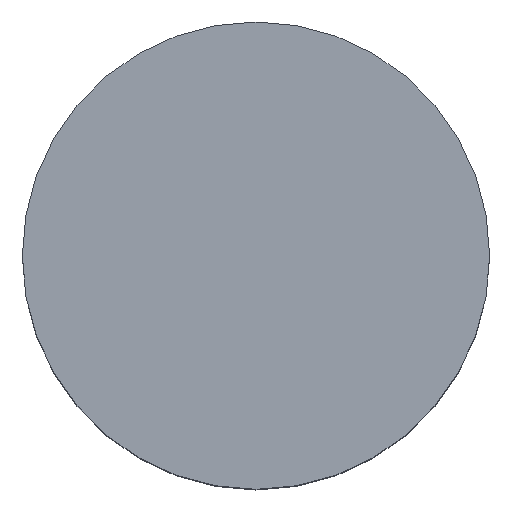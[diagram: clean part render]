
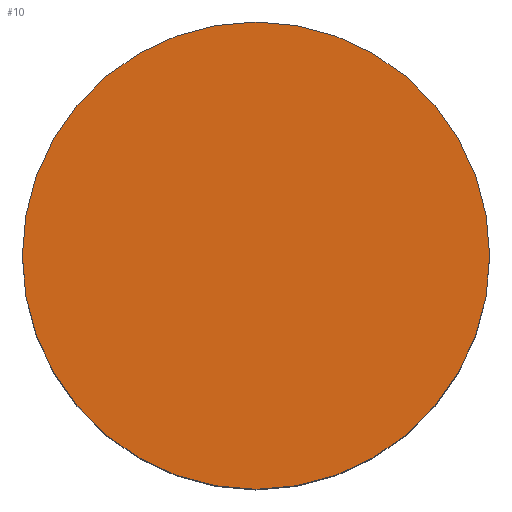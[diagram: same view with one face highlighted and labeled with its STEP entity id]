
A CAD part, top view. The second image highlights one B-rep face of the part: STEP entity #10.
In plain terms, the highlighted planar face has unit normal (0, 0, 1).
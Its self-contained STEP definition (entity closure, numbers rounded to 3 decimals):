
#10 = ADVANCED_FACE ( 'NONE', ( #259 ), #150, .T. ) ;
#22 = CARTESIAN_POINT ( 'NONE',  ( 0., 0., 4.5 ) ) ;
#48 = ORIENTED_EDGE ( 'NONE', *, *, #195, .T. ) ;
#73 = AXIS2_PLACEMENT_3D ( 'NONE', #91, #236, #122 ) ;
#77 = CIRCLE ( 'NONE', #206, 2.8 ) ;
#91 = CARTESIAN_POINT ( 'NONE',  ( 2.8, 0., 4.5 ) ) ;
#98 = DIRECTION ( 'NONE',  ( 1., 0., 0. ) ) ;
#121 = CARTESIAN_POINT ( 'NONE',  ( 2.8, 0., 4.5 ) ) ;
#122 = DIRECTION ( 'NONE',  ( 1., 0., 0. ) ) ;
#150 = PLANE ( 'NONE',  #73 ) ;
#159 = ORIENTED_EDGE ( 'NONE', *, *, #293, .T. ) ;
#160 = DIRECTION ( 'NONE',  ( 1., 0., 0. ) ) ;
#163 = CIRCLE ( 'NONE', #238, 2.8 ) ;
#195 = EDGE_CURVE ( 'NONE', #314, #311, #163, .T. ) ;
#206 = AXIS2_PLACEMENT_3D ( 'NONE', #22, #327, #160 ) ;
#229 = DIRECTION ( 'NONE',  ( 0., 0., 1. ) ) ;
#236 = DIRECTION ( 'NONE',  ( 0., 0., 1. ) ) ;
#238 = AXIS2_PLACEMENT_3D ( 'NONE', #320, #229, #98 ) ;
#259 = FACE_OUTER_BOUND ( 'NONE', #276, .T. ) ;
#269 = CARTESIAN_POINT ( 'NONE',  ( -2.8, 0., 4.5 ) ) ;
#276 = EDGE_LOOP ( 'NONE', ( #159, #48 ) ) ;
#293 = EDGE_CURVE ( 'NONE', #311, #314, #77, .T. ) ;
#311 = VERTEX_POINT ( 'NONE', #121 ) ;
#314 = VERTEX_POINT ( 'NONE', #269 ) ;
#320 = CARTESIAN_POINT ( 'NONE',  ( 0., 0., 4.5 ) ) ;
#327 = DIRECTION ( 'NONE',  ( 0., 0., 1. ) ) ;
